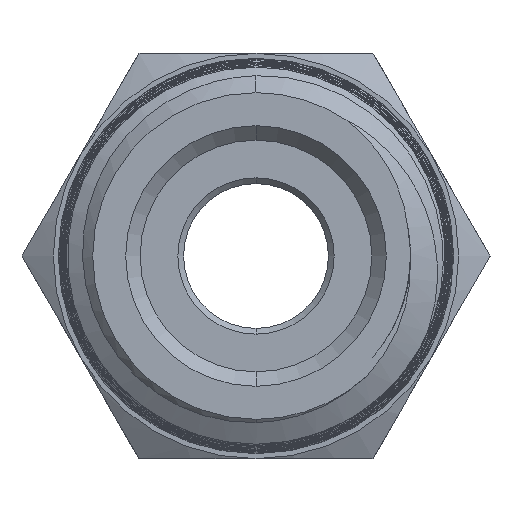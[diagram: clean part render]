
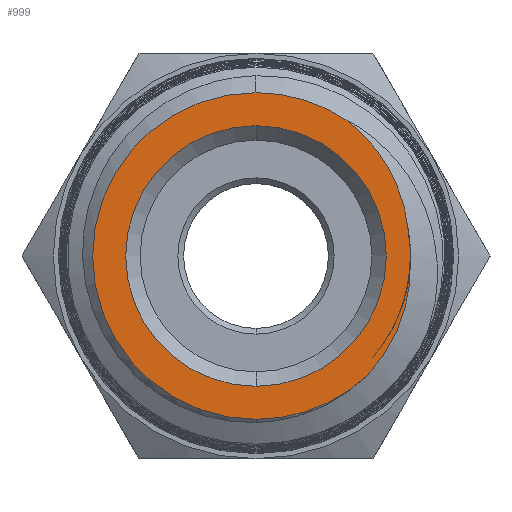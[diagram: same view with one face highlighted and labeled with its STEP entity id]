
A CAD part, front view. The second image highlights one B-rep face of the part: STEP entity #999.
In plain terms, the highlighted planar face has unit normal (0, -1, 0).
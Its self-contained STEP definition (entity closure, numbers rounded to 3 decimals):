
#79 = EDGE_CURVE ( 'NONE', #4886, #3586, #2074, .T. ) ;
#97 = B_SPLINE_CURVE_WITH_KNOTS ( 'NONE', 3,
 ( #1093, #4429, #6561, #3357 ),
 .UNSPECIFIED., .F., .F.,
 ( 4, 4 ),
 ( 0., 0.001 ),
 .UNSPECIFIED. ) ;
#118 = CARTESIAN_POINT ( 'NONE',  ( 0., 0., 4.5 ) ) ;
#164 = CARTESIAN_POINT ( 'NONE',  ( 4.18, 0., 3.658 ) ) ;
#264 = CARTESIAN_POINT ( 'NONE',  ( 5.087, 0., -2.033 ) ) ;
#710 = CARTESIAN_POINT ( 'NONE',  ( 3.693, 0., 4.203 ) ) ;
#729 = DIRECTION ( 'NONE',  ( 0., 1., 0. ) ) ;
#807 = VERTEX_POINT ( 'NONE', #2863 ) ;
#814 = DIRECTION ( 'NONE',  ( 0., -1., 0. ) ) ;
#815 = CARTESIAN_POINT ( 'NONE',  ( 5.308, 0., -0.997 ) ) ;
#861 = AXIS2_PLACEMENT_3D ( 'NONE', #4165, #814, #4698 ) ;
#895 = ORIENTED_EDGE ( 'NONE', *, *, #4570, .T. ) ;
#943 = CARTESIAN_POINT ( 'NONE',  ( 0., 0., 0. ) ) ;
#999 = ADVANCED_FACE ( 'NONE', ( #4693, #6081 ), #6932, .F. ) ;
#1050 = AXIS2_PLACEMENT_3D ( 'NONE', #4080, #729, #4622 ) ;
#1068 = ORIENTED_EDGE ( 'NONE', *, *, #5137, .T. ) ;
#1082 = EDGE_CURVE ( 'NONE', #2008, #6372, #2310, .T. ) ;
#1093 = CARTESIAN_POINT ( 'NONE',  ( 5.33, 0., -0.293 ) ) ;
#1297 = CARTESIAN_POINT ( 'NONE',  ( 3.288, 0., 4.572 ) ) ;
#1331 = EDGE_CURVE ( 'NONE', #807, #4878, #97, .T. ) ;
#1401 = CARTESIAN_POINT ( 'NONE',  ( 5.33, 0., -0.293 ) ) ;
#1536 = DIRECTION ( 'NONE',  ( 0., 0., 1. ) ) ;
#1772 = EDGE_CURVE ( 'NONE', #2741, #4794, #5630, .T. ) ;
#1861 = CARTESIAN_POINT ( 'NONE',  ( 5.205, 0., 1.346 ) ) ;
#1965 = CARTESIAN_POINT ( 'NONE',  ( 3.846, 0., -4.127 ) ) ;
#2008 = VERTEX_POINT ( 'NONE', #6221 ) ;
#2034 = EDGE_CURVE ( 'NONE', #6372, #2741, #3402, .T. ) ;
#2074 = CIRCLE ( 'NONE', #6174, 4.5 ) ;
#2295 = AXIS2_PLACEMENT_3D ( 'NONE', #943, #4814, #1536 ) ;
#2310 = CIRCLE ( 'NONE', #3594, 5.641 ) ;
#2417 = ORIENTED_EDGE ( 'NONE', *, *, #1082, .T. ) ;
#2525 = CARTESIAN_POINT ( 'NONE',  ( 4.078, 0., -3.866 ) ) ;
#2636 = CARTESIAN_POINT ( 'NONE',  ( 3.846, 0., -4.127 ) ) ;
#2741 = VERTEX_POINT ( 'NONE', #4655 ) ;
#2816 = DIRECTION ( 'NONE',  ( 0., 0., 1. ) ) ;
#2863 = CARTESIAN_POINT ( 'NONE',  ( 5.33, 0., -0.293 ) ) ;
#2934 = DIRECTION ( 'NONE',  ( 0., 1., 0. ) ) ;
#2977 = CARTESIAN_POINT ( 'NONE',  ( 4.901, 0., 2.39 ) ) ;
#3002 = AXIS2_PLACEMENT_3D ( 'NONE', #6834, #6733, #6752 ) ;
#3073 = CARTESIAN_POINT ( 'NONE',  ( 4.394, 0., -3.442 ) ) ;
#3149 = CIRCLE ( 'NONE', #1050, 4.5 ) ;
#3271 = DIRECTION ( 'NONE',  ( 0., 0., 1. ) ) ;
#3278 = DIRECTION ( 'NONE',  ( 0., -1., 0. ) ) ;
#3329 = CARTESIAN_POINT ( 'NONE',  ( 0., 0., 0. ) ) ;
#3331 = CARTESIAN_POINT ( 'NONE',  ( 0., 0., 0. ) ) ;
#3357 = CARTESIAN_POINT ( 'NONE',  ( 5.247, 0., 0.981 ) ) ;
#3402 = CIRCLE ( 'NONE', #861, 5.641 ) ;
#3513 = CARTESIAN_POINT ( 'NONE',  ( 4.389, 0., 3.362 ) ) ;
#3586 = VERTEX_POINT ( 'NONE', #118 ) ;
#3594 = AXIS2_PLACEMENT_3D ( 'NONE', #3331, #3278, #3271 ) ;
#3614 = CARTESIAN_POINT ( 'NONE',  ( 4.833, 0., -2.684 ) ) ;
#3701 = ORIENTED_EDGE ( 'NONE', *, *, #79, .T. ) ;
#3858 = ORIENTED_EDGE ( 'NONE', *, *, #2034, .T. ) ;
#4039 = ORIENTED_EDGE ( 'NONE', *, *, #1331, .T. ) ;
#4064 = CARTESIAN_POINT ( 'NONE',  ( 3.821, 0., 4.07 ) ) ;
#4080 = CARTESIAN_POINT ( 'NONE',  ( 0., 0., 0. ) ) ;
#4165 = CARTESIAN_POINT ( 'NONE',  ( 0., 0., 0. ) ) ;
#4166 = CARTESIAN_POINT ( 'NONE',  ( 5.184, 0., -1.689 ) ) ;
#4378 = EDGE_LOOP ( 'NONE', ( #3701, #895 ) ) ;
#4429 = CARTESIAN_POINT ( 'NONE',  ( 5.353, 0., 0.133 ) ) ;
#4570 = EDGE_CURVE ( 'NONE', #3586, #4886, #3149, .T. ) ;
#4605 = CARTESIAN_POINT ( 'NONE',  ( 3.426, 0., 4.454 ) ) ;
#4622 = DIRECTION ( 'NONE',  ( 0., 0., 1. ) ) ;
#4655 = CARTESIAN_POINT ( 'NONE',  ( 0., 0., -5.641 ) ) ;
#4693 = FACE_BOUND ( 'NONE', #4378, .T. ) ;
#4698 = DIRECTION ( 'NONE',  ( 0., 0., 1. ) ) ;
#4699 = CARTESIAN_POINT ( 'NONE',  ( 5.336, 0., -0.647 ) ) ;
#4794 = VERTEX_POINT ( 'NONE', #2636 ) ;
#4814 = DIRECTION ( 'NONE',  ( 0., -1., 0. ) ) ;
#4878 = VERTEX_POINT ( 'NONE', #6124 ) ;
#4886 = VERTEX_POINT ( 'NONE', #5587 ) ;
#5003 = EDGE_CURVE ( 'NONE', #4878, #2008, #6984, .T. ) ;
#5129 = CARTESIAN_POINT ( 'NONE',  ( 3.145, 0., 4.683 ) ) ;
#5137 = EDGE_CURVE ( 'NONE', #4794, #807, #6744, .T. ) ;
#5205 = CARTESIAN_POINT ( 'NONE',  ( 3.965, 0., -4. ) ) ;
#5290 = ORIENTED_EDGE ( 'NONE', *, *, #1772, .T. ) ;
#5394 = CARTESIAN_POINT ( 'NONE',  ( 0., 0., 5.641 ) ) ;
#5587 = CARTESIAN_POINT ( 'NONE',  ( 0., 0., -4.5 ) ) ;
#5630 = CIRCLE ( 'NONE', #2295, 5.641 ) ;
#6081 = FACE_OUTER_BOUND ( 'NONE', #6563, .T. ) ;
#6124 = CARTESIAN_POINT ( 'NONE',  ( 5.247, 0., 0.981 ) ) ;
#6171 = CARTESIAN_POINT ( 'NONE',  ( 5.127, 0., 1.701 ) ) ;
#6174 = AXIS2_PLACEMENT_3D ( 'NONE', #3329, #2934, #2816 ) ;
#6221 = CARTESIAN_POINT ( 'NONE',  ( 3.145, 0., 4.683 ) ) ;
#6268 = CARTESIAN_POINT ( 'NONE',  ( 4.292, 0., -3.588 ) ) ;
#6372 = VERTEX_POINT ( 'NONE', #5394 ) ;
#6561 = CARTESIAN_POINT ( 'NONE',  ( 5.325, 0., 0.561 ) ) ;
#6563 = EDGE_LOOP ( 'NONE', ( #2417, #3858, #5290, #1068, #4039, #6891 ) ) ;
#6701 = CARTESIAN_POINT ( 'NONE',  ( 5.247, 0., 0.981 ) ) ;
#6727 = CARTESIAN_POINT ( 'NONE',  ( 4.751, 0., 2.728 ) ) ;
#6733 = DIRECTION ( 'NONE',  ( 0., 1., 0. ) ) ;
#6744 = B_SPLINE_CURVE_WITH_KNOTS ( 'NONE', 3,
 ( #1965, #5205, #2525, #6268, #3073, #6829, #3614, #264, #4166, #815, #4699, #1401 ),
 .UNSPECIFIED., .F., .F.,
 ( 4, 2, 2, 2, 2, 4 ),
 ( 0.003, 0.004, 0.004, 0.005, 0.006, 0.007 ),
 .UNSPECIFIED. ) ;
#6752 = DIRECTION ( 'NONE',  ( 0., 0., 1. ) ) ;
#6829 = CARTESIAN_POINT ( 'NONE',  ( 4.675, 0., -2.995 ) ) ;
#6834 = CARTESIAN_POINT ( 'NONE',  ( 0., 0., 0. ) ) ;
#6891 = ORIENTED_EDGE ( 'NONE', *, *, #5003, .T. ) ;
#6932 = PLANE ( 'NONE',  #3002 ) ;
#6984 = B_SPLINE_CURVE_WITH_KNOTS ( 'NONE', 3,
 ( #6701, #1861, #6171, #2977, #6727, #3513, #164, #4064, #710, #4605, #1297, #5129 ),
 .UNSPECIFIED., .F., .F.,
 ( 4, 2, 2, 2, 2, 4 ),
 ( 0., 0.001, 0.002, 0.003, 0.004, 0.004 ),
 .UNSPECIFIED. ) ;
